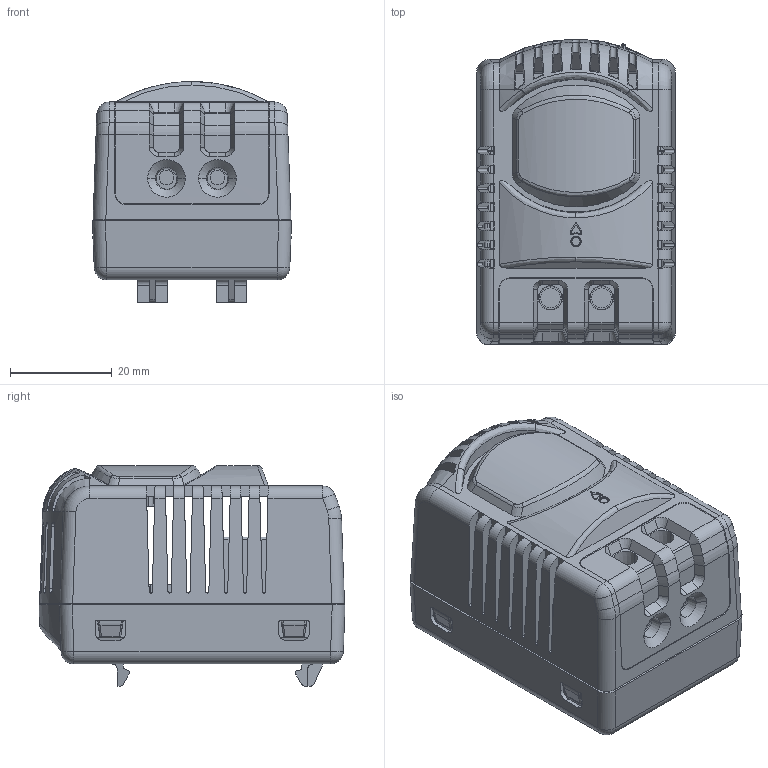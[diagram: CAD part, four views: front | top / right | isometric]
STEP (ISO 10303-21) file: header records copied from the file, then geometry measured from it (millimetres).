
FILE_DESCRIPTION((''),'2;1');
FILE_NAME('3010XX_ASM','2015-12-09T',('alexcam'),(''),'CREO PARAMETRIC BY PTC INC, 2014500','CREO PARAMETRIC BY PTC INC, 2014500','');
FILE_SCHEMA(('CONFIG_CONTROL_DESIGN'));
Length unit declared in the file: millimetre
Products named in the file (6): HOUSING-41616-FIXED-15C_1; SOCKET-41618-ELECTRONIC_1; KARSON-TBLOCK-2P_1; FIXED-TSTAT-PCB_ASM_1_ASM; 3010XX-FIXED_ASM_1_ASM; 3010XX_ASM
Assembly tree (5 placements, depth 4):
  3010XX_ASM
    3010XX-FIXED_ASM_1_ASM
      HOUSING-41616-FIXED-15C_1
      SOCKET-41618-ELECTRONIC_1
      FIXED-TSTAT-PCB_ASM_1_ASM
        KARSON-TBLOCK-2P_1
Bounding box: 39 x 60 x 43.3 mm (x, y, z)
Volume: 22120.4 mm3; surface area: 27367.4 mm2
Topology: 3 solids, 3 shells, 1335 faces, 3741 edges, 2373 vertices
Faces by surface type: plane 681, cylinder 388, cone 128, bspline 79, torus 39, sphere 19, extrusion 1
Entity records: 48625 total; most frequent: CARTESIAN_POINT 16127, ORIENTED_EDGE 7444, DIRECTION 5730, EDGE_CURVE 3722, VERTEX_POINT 2373, VECTOR 2202, LINE 2201, AXIS2_PLACEMENT_3D 1764
